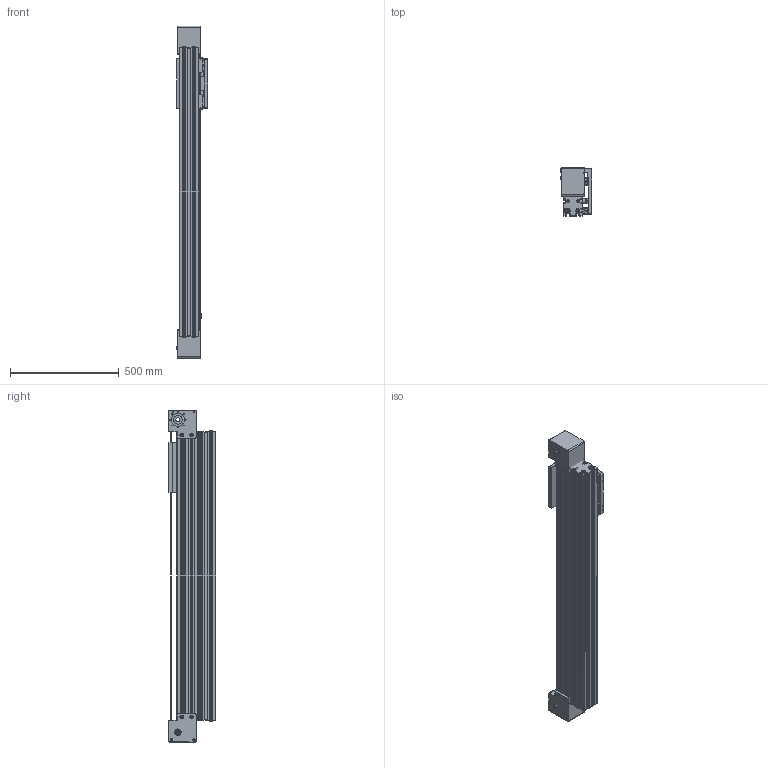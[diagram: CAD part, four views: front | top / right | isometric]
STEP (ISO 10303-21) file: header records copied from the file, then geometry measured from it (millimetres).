
FILE_DESCRIPTION(/* description */ ('STEP AP214'),/* implementation_level */ '2;1');
FILE_NAME(/* name */ '800.101 CAD FILE.stp',/* time_stamp */ '2022-06-15T10:51:04+02:00',/* author */ ('Utente'),/* organization */ (''),/* preprocessor_version */ 'ST-DEVELOPER v18.1',/* originating_system */ 'Autodesk Inventor 2022',/* authorisation */ '');
FILE_SCHEMA (('AUTOMOTIVE_DESIGN { 1 0 10303 214 3 1 1 }'));
Products named in the file (5): 800.101 CAD FILE; Testata di traino 800.090; Testata condotta 800.100; Carrello 800.101; Profilo 800.101.
Assembly tree (4 placements, depth 2):
  800.101 CAD FILE
    Testata di traino 800.090
    Testata condotta 800.100
    Carrello 800.101
    Profilo 800.101.
Bounding box: 146.5 x 220 x 1530 mm (x, y, z)
Volume: 22812920.1 mm3; surface area: 2428906.5 mm2
Topology: 17 solids, 25 shells, 2479 faces, 6835 edges, 4598 vertices
Faces by surface type: plane 1534, cylinder 798, bspline 64, cone 51, torus 28, sphere 4
Full cylindrical faces by diameter (mm): 3.242 x16, 3.5 x20, 4.1 x4, 4.134 x8, 4.8 x4, 4.917 x18, 5 x22, 5.5 x16, 6 x16, 6.6 x4, 6.647 x8, 7 x6, 8 x16, 10 x4, 11 x10, 12 x1, 13 x2, 14 x2, 16 x8, 17.3 x8, 17.6 x1, 18 x1, 19 x5, 19.5 x2, 20 x4, 23.116 x1, 30 x1, 40 x2, 60 x2
Entity records: 94989 total; most frequent: CARTESIAN_POINT 28995, ORIENTED_EDGE 13594, DIRECTION 13184, EDGE_CURVE 6797, LINE 4898, VECTOR 4898, VERTEX_POINT 4598, AXIS2_PLACEMENT_3D 4143
